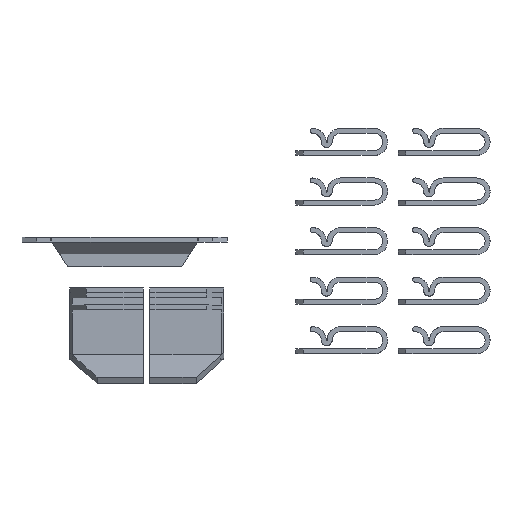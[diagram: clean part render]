
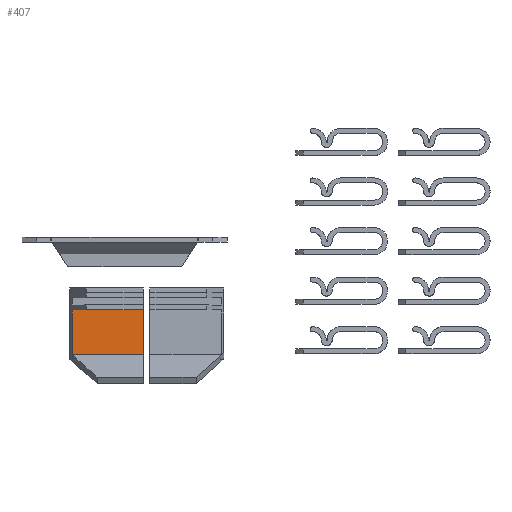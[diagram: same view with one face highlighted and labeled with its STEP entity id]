
A CAD part, top view. The second image highlights one B-rep face of the part: STEP entity #407.
In plain terms, the highlighted free-form (B-spline) face has degree [1, 1] with [2, 2] control points.
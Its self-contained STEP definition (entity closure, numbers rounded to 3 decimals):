
#407=ADVANCED_FACE('',(#746),#11513,.T.);
#746=FACE_OUTER_BOUND('',#1105,.T.);
#1105=EDGE_LOOP('',(#2426,#2427,#2428,#2429));
#2426=ORIENTED_EDGE('',*,*,#9835,.T.);
#2427=ORIENTED_EDGE('',*,*,#9799,.F.);
#2428=ORIENTED_EDGE('',*,*,#9818,.F.);
#2429=ORIENTED_EDGE('',*,*,#9836,.T.);
#4127=PCURVE('',#11508,#5885);
#4156=PCURVE('',#11516,#5914);
#4184=PCURVE('',#11513,#5942);
#4185=PCURVE('',#11513,#5943);
#4186=PCURVE('',#11513,#5944);
#4187=PCURVE('',#11513,#5945);
#4219=PCURVE('',#11523,#5977);
#4239=PCURVE('',#11541,#5997);
#5885=DEFINITIONAL_REPRESENTATION('',(#7444),#23783);
#5914=DEFINITIONAL_REPRESENTATION('',(#7492),#23783);
#5942=DEFINITIONAL_REPRESENTATION('',(#7537),#23783);
#5943=DEFINITIONAL_REPRESENTATION('',(#7538),#23783);
#5944=DEFINITIONAL_REPRESENTATION('',(#7539),#23783);
#5945=DEFINITIONAL_REPRESENTATION('',(#7541),#23783);
#5977=DEFINITIONAL_REPRESENTATION('',(#7594),#23783);
#5997=DEFINITIONAL_REPRESENTATION('',(#7620),#23783);
#7443=B_SPLINE_CURVE_WITH_KNOTS('',1,(#21193,#21194),.UNSPECIFIED.,.F.,
 .F.,(2,2),(-30.,-0.972),.UNSPECIFIED.);
#7444=B_SPLINE_CURVE_WITH_KNOTS('',1,(#21195,#21196),.UNSPECIFIED.,.F.,
 .F.,(2,2),(-30.,-0.972),.UNSPECIFIED.);
#7491=B_SPLINE_CURVE_WITH_KNOTS('',1,(#21297,#21298),.UNSPECIFIED.,.F.,
 .F.,(2,2),(50.,68.268),.UNSPECIFIED.);
#7492=B_SPLINE_CURVE_WITH_KNOTS('',1,(#21299,#21300),.UNSPECIFIED.,.F.,
 .F.,(2,2),(50.,68.268),.UNSPECIFIED.);
#7536=B_SPLINE_CURVE_WITH_KNOTS('',1,(#21391,#21392),.UNSPECIFIED.,.F.,
 .F.,(2,2),(-20.,-1.732),.UNSPECIFIED.);
#7537=B_SPLINE_CURVE_WITH_KNOTS('',1,(#21393,#21394),.UNSPECIFIED.,.F.,
 .F.,(2,2),(-20.,-1.732),.UNSPECIFIED.);
#7538=B_SPLINE_CURVE_WITH_KNOTS('',1,(#21395,#21396),.UNSPECIFIED.,.F.,
 .F.,(2,2),(-30.,-0.972),.UNSPECIFIED.);
#7539=B_SPLINE_CURVE_WITH_KNOTS('',1,(#21397,#21398),.UNSPECIFIED.,.F.,
 .F.,(2,2),(50.,68.268),.UNSPECIFIED.);
#7540=B_SPLINE_CURVE_WITH_KNOTS('',1,(#21399,#21400),.UNSPECIFIED.,.F.,
 .F.,(2,2),(-50.,-20.972),.UNSPECIFIED.);
#7541=B_SPLINE_CURVE_WITH_KNOTS('',1,(#21401,#21402),.UNSPECIFIED.,.F.,
 .F.,(2,2),(-50.,-20.972),.UNSPECIFIED.);
#7594=B_SPLINE_CURVE_WITH_KNOTS('',1,(#21515,#21516),.UNSPECIFIED.,.F.,
 .F.,(2,2),(-50.,-20.972),.UNSPECIFIED.);
#7620=B_SPLINE_CURVE_WITH_KNOTS('',1,(#21581,#21582),.UNSPECIFIED.,.F.,
 .F.,(2,2),(-20.,-1.732),.UNSPECIFIED.);
#8920=SURFACE_CURVE('',#7443,(#4127,#4185),.PCURVE_S1.);
#8939=SURFACE_CURVE('',#7491,(#4156,#4186),.PCURVE_S1.);
#8956=SURFACE_CURVE('',#7536,(#4184,#4239),.PCURVE_S1.);
#8957=SURFACE_CURVE('',#7540,(#4187,#4219),.PCURVE_S1.);
#9799=EDGE_CURVE('',#11289,#11290,#8920,.T.);
#9818=EDGE_CURVE('',#11286,#11289,#8939,.T.);
#9835=EDGE_CURVE('',#11302,#11290,#8956,.T.);
#9836=EDGE_CURVE('',#11286,#11302,#8957,.T.);
#11286=VERTEX_POINT('',#21146);
#11289=VERTEX_POINT('',#21149);
#11290=VERTEX_POINT('',#21150);
#11302=VERTEX_POINT('',#21162);
#11508=B_SPLINE_SURFACE_WITH_KNOTS('',1,1,((#20986,#20987),(#20988,#20989)),
 .UNSPECIFIED.,.F.,.F.,.F.,(2,2),(2,2),(-19.082,11.518),
(-20.2,0.2),.UNSPECIFIED.);
#11513=B_SPLINE_SURFACE_WITH_KNOTS('',1,1,((#21006,#21007),(#21008,#21009)),
 .UNSPECIFIED.,.F.,.F.,.F.,(2,2),(2,2),(0.,20.),(-30.,0.),.UNSPECIFIED.);
#11516=B_SPLINE_SURFACE_WITH_KNOTS('',1,1,((#21018,#21019),(#21020,#21021)),
 .UNSPECIFIED.,.F.,.F.,.F.,(2,2),(2,2),(50.,70.),(0.,1.),.UNSPECIFIED.);
#11523=B_SPLINE_SURFACE_WITH_KNOTS('',1,1,((#21046,#21047),(#21048,#21049)),
 .UNSPECIFIED.,.F.,.F.,.F.,(2,2),(2,2),(0.,9.),(0.,30.),
 .UNSPECIFIED.);
#11541=B_SPLINE_SURFACE_WITH_KNOTS('',1,1,((#21118,#21119),(#21120,#21121)),
 .UNSPECIFIED.,.F.,.F.,.F.,(2,2),(2,2),(0.,63.815),(0.,43.79),
 .UNSPECIFIED.);
#20986=CARTESIAN_POINT('',(-935.044,-292.068,1.327));
#20987=CARTESIAN_POINT('',(-935.044,-302.268,18.994));
#20988=CARTESIAN_POINT('',(-965.644,-292.068,1.327));
#20989=CARTESIAN_POINT('',(-965.644,-302.268,18.994));
#21006=CARTESIAN_POINT('',(-935.344,-294.766,3.));
#21007=CARTESIAN_POINT('',(-965.344,-294.766,3.));
#21008=CARTESIAN_POINT('',(-935.344,-274.766,3.));
#21009=CARTESIAN_POINT('',(-965.344,-274.766,3.));
#21018=CARTESIAN_POINT('',(-935.344,-274.766,3.));
#21019=CARTESIAN_POINT('',(-935.344,-274.766,0.));
#21020=CARTESIAN_POINT('',(-935.344,-294.766,3.));
#21021=CARTESIAN_POINT('',(-935.344,-294.766,0.));
#21046=CARTESIAN_POINT('',(-935.344,-274.766,3.));
#21047=CARTESIAN_POINT('',(-965.344,-274.766,3.));
#21048=CARTESIAN_POINT('',(-935.344,-274.766,12.));
#21049=CARTESIAN_POINT('',(-965.344,-274.766,12.));
#21118=CARTESIAN_POINT('',(-954.126,-313.137,18.821));
#21119=CARTESIAN_POINT('',(-975.548,-294.041,-14.255));
#21120=CARTESIAN_POINT('',(-954.126,-249.322,18.821));
#21121=CARTESIAN_POINT('',(-975.548,-230.226,-14.255));
#21146=CARTESIAN_POINT('',(-935.344,-274.766,3.));
#21149=CARTESIAN_POINT('',(-935.344,-293.034,3.));
#21150=CARTESIAN_POINT('',(-964.373,-293.034,3.));
#21162=CARTESIAN_POINT('',(-964.373,-274.766,3.));
#21193=CARTESIAN_POINT('',(-935.344,-293.034,3.));
#21194=CARTESIAN_POINT('',(-964.373,-293.034,3.));
#21195=CARTESIAN_POINT('',(-18.782,-18.268));
#21196=CARTESIAN_POINT('',(10.246,-18.268));
#21297=CARTESIAN_POINT('',(-935.344,-274.766,3.));
#21298=CARTESIAN_POINT('',(-935.344,-293.034,3.));
#21299=CARTESIAN_POINT('',(50.,0.));
#21300=CARTESIAN_POINT('',(68.268,0.));
#21391=CARTESIAN_POINT('',(-964.373,-274.766,3.));
#21392=CARTESIAN_POINT('',(-964.373,-293.034,3.));
#21393=CARTESIAN_POINT('',(20.,-0.972));
#21394=CARTESIAN_POINT('',(1.732,-0.972));
#21395=CARTESIAN_POINT('',(1.732,-30.));
#21396=CARTESIAN_POINT('',(1.732,-0.972));
#21397=CARTESIAN_POINT('',(20.,-30.));
#21398=CARTESIAN_POINT('',(1.732,-30.));
#21399=CARTESIAN_POINT('',(-935.344,-274.766,3.));
#21400=CARTESIAN_POINT('',(-964.373,-274.766,3.));
#21401=CARTESIAN_POINT('',(20.,-30.));
#21402=CARTESIAN_POINT('',(20.,-0.972));
#21515=CARTESIAN_POINT('',(0.,0.));
#21516=CARTESIAN_POINT('',(0.,29.028));
#21581=CARTESIAN_POINT('',(29.237,20.945));
#21582=CARTESIAN_POINT('',(10.969,20.945));
#23783=(
GEOMETRIC_REPRESENTATION_CONTEXT(2)
PARAMETRIC_REPRESENTATION_CONTEXT()
REPRESENTATION_CONTEXT('pspace','')
);
